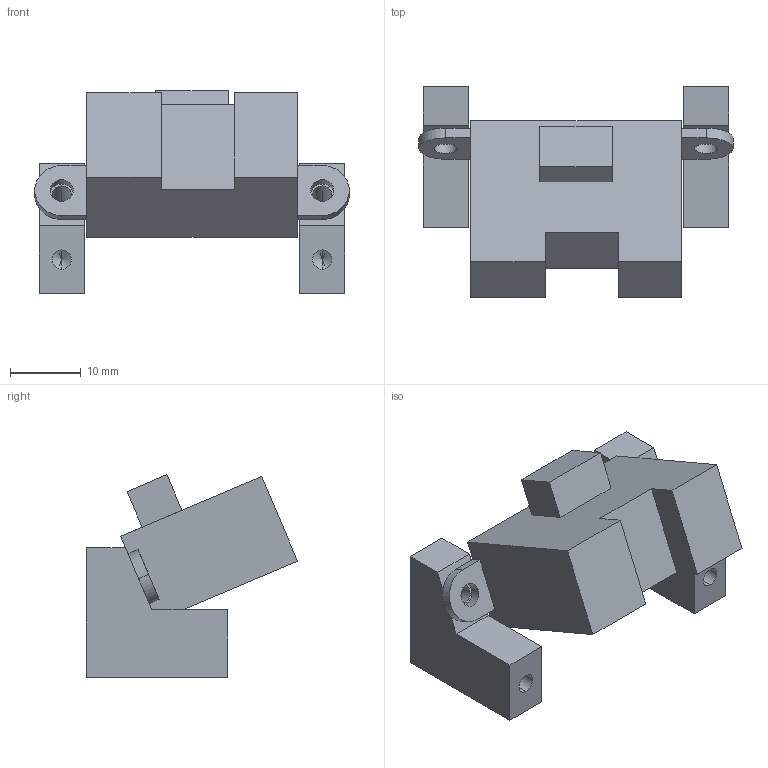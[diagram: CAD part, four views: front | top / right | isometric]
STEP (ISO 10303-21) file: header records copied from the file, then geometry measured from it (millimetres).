
FILE_DESCRIPTION (( 'STEP AP214' ), '1' );
FILE_NAME ('GP2Y0A02YK0F_OnMount.STEP', '2019-01-10T09:27:01', ( '' ), ( '' ), 'SwSTEP 2.0', 'SolidWorks 2017', '' );
FILE_SCHEMA (( 'AUTOMOTIVE_DESIGN' ));
Length unit declared in the file: inch
Products named in the file (3): GP2Y0A02YK0F_OnMount; GP2Y0A02YK0F; DAF-004A-01
Assembly tree (3 placements, depth 2):
  GP2Y0A02YK0F_OnMount
    DAF-004A-01  x2
    GP2Y0A02YK0F
Bounding box: 44.32 x 29.76 x 28.56 mm (x, y, z)
Volume: 11204.4 mm3; surface area: 5264.9 mm2
Topology: 3 solids, 3 shells, 56 faces, 143 edges, 92 vertices
Faces by surface type: plane 37, cylinder 15, cone 4
Entity records: 1459 total; most frequent: CARTESIAN_POINT 232, DIRECTION 221, ORIENTED_EDGE 214, EDGE_CURVE 107, LINE 85, VECTOR 85, VERTEX_POINT 71, AXIS2_PLACEMENT_3D 68
